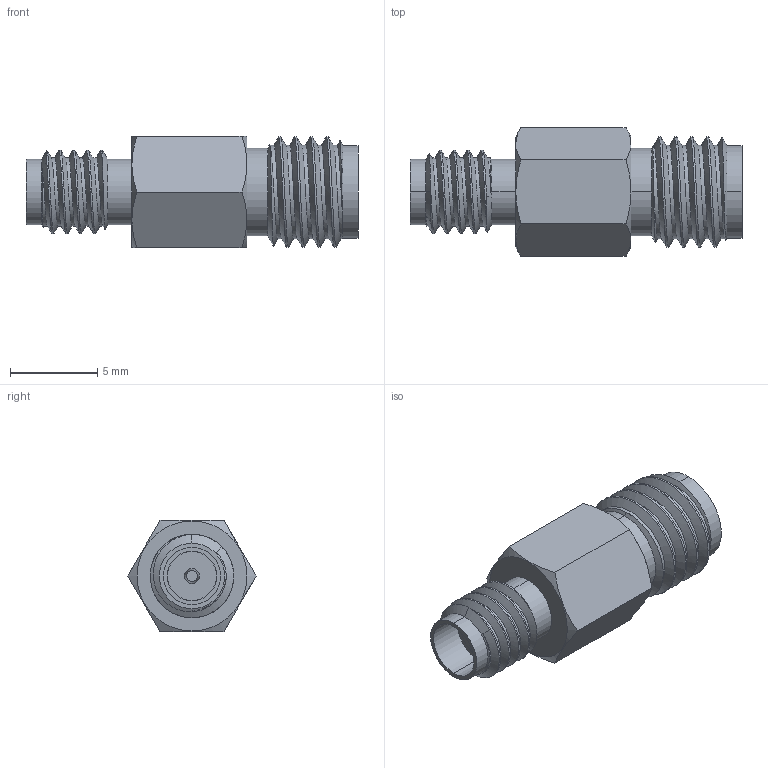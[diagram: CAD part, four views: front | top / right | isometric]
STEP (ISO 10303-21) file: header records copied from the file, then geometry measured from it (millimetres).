
FILE_DESCRIPTION (( 'STEP AP203' ), '1' );
FILE_NAME ('LCAD9399_3D.STEP', '2022-08-24T19:08:20', ( '' ), ( '' ), 'SwSTEP 2.0', 'SolidWorks 2021', '' );
FILE_SCHEMA (( 'CONFIG_CONTROL_DESIGN' ));
Length unit declared in the file: inch
Products named in the file (1): LCAD9399_3D
Bounding box: 18.99 x 7.33 x 6.35 mm (x, y, z)
Volume: 411 mm3; surface area: 983.9 mm2
Topology: 3 solids, 3 shells, 102 faces, 238 edges, 152 vertices
Faces by surface type: cylinder 54, plane 22, cone 20, bspline 6
Entity records: 6168 total; most frequent: CARTESIAN_POINT 3874, ORIENTED_EDGE 476, DIRECTION 440, EDGE_CURVE 238, AXIS2_PLACEMENT_3D 181, VERTEX_POINT 152, EDGE_LOOP 116, ADVANCED_FACE 102
